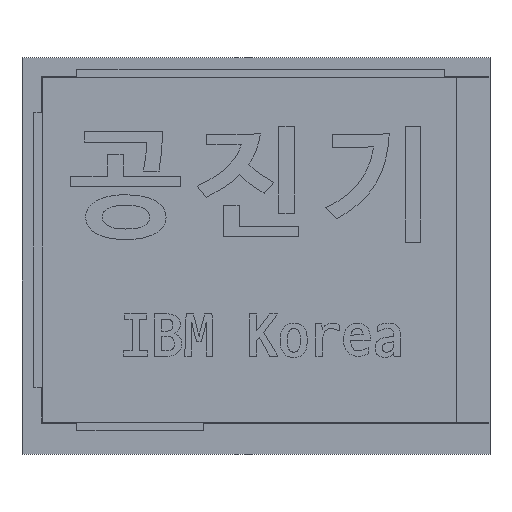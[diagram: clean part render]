
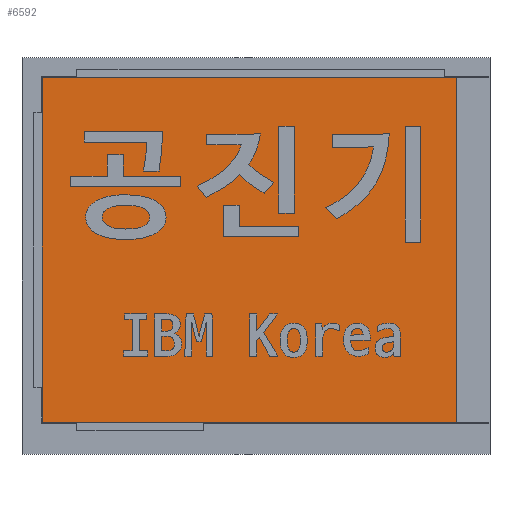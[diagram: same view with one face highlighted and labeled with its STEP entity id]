
A CAD part, top view. The second image highlights one B-rep face of the part: STEP entity #6592.
In plain terms, the highlighted planar face has unit normal (0, 0, 1).
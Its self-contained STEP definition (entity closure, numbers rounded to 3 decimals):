
#6208 = PLANE('',#6209);
#6209 = AXIS2_PLACEMENT_3D('',#6210,#6211,#6212);
#6210 = CARTESIAN_POINT('',(6.85,40.3,4.6));
#6211 = DIRECTION('',(0.,1.,0.));
#6212 = DIRECTION('',(1.,0.,0.));
#6233 = VERTEX_POINT('',#6234);
#6234 = CARTESIAN_POINT('',(6.85,40.3,5.5));
#6248 = PLANE('',#6249);
#6249 = AXIS2_PLACEMENT_3D('',#6250,#6251,#6252);
#6250 = CARTESIAN_POINT('',(6.85,4.2,4.6));
#6251 = DIRECTION('',(-1.,0.,0.));
#6252 = DIRECTION('',(0.,1.,0.));
#6260 = EDGE_CURVE('',#6233,#6261,#6263,.T.);
#6261 = VERTEX_POINT('',#6262);
#6262 = CARTESIAN_POINT('',(50.25,40.3,5.5));
#6263 = SURFACE_CURVE('',#6264,(#6268,#6275),.PCURVE_S1.);
#6264 = LINE('',#6265,#6266);
#6265 = CARTESIAN_POINT('',(6.85,40.3,5.5));
#6266 = VECTOR('',#6267,1.);
#6267 = DIRECTION('',(1.,0.,0.));
#6268 = PCURVE('',#6208,#6269);
#6269 = DEFINITIONAL_REPRESENTATION('',(#6270),#6274);
#6270 = LINE('',#6271,#6272);
#6271 = CARTESIAN_POINT('',(0.,-0.9));
#6272 = VECTOR('',#6273,1.);
#6273 = DIRECTION('',(1.,0.));
#6274 = ( GEOMETRIC_REPRESENTATION_CONTEXT(2) 
PARAMETRIC_REPRESENTATION_CONTEXT() REPRESENTATION_CONTEXT('2D SPACE',''
  ) );
#6275 = PCURVE('',#6276,#6281);
#6276 = PLANE('',#6277);
#6277 = AXIS2_PLACEMENT_3D('',#6278,#6279,#6280);
#6278 = CARTESIAN_POINT('',(28.55,22.25,5.5));
#6279 = DIRECTION('',(0.,0.,-1.));
#6280 = DIRECTION('',(0.,-1.,0.));
#6281 = DEFINITIONAL_REPRESENTATION('',(#6282),#6286);
#6282 = LINE('',#6283,#6284);
#6283 = CARTESIAN_POINT('',(-18.05,21.7));
#6284 = VECTOR('',#6285,1.);
#6285 = DIRECTION('',(0.,-1.));
#6286 = ( GEOMETRIC_REPRESENTATION_CONTEXT(2) 
PARAMETRIC_REPRESENTATION_CONTEXT() REPRESENTATION_CONTEXT('2D SPACE',''
  ) );
#6304 = PLANE('',#6305);
#6305 = AXIS2_PLACEMENT_3D('',#6306,#6307,#6308);
#6306 = CARTESIAN_POINT('',(50.25,40.3,5.6));
#6307 = DIRECTION('',(-1.,0.,0.));
#6308 = DIRECTION('',(0.,-1.,0.));
#6413 = PLANE('',#6414);
#6414 = AXIS2_PLACEMENT_3D('',#6415,#6416,#6417);
#6415 = CARTESIAN_POINT('',(53.75,4.2,4.6));
#6416 = DIRECTION('',(0.,-1.,0.));
#6417 = DIRECTION('',(-1.,0.,0.));
#6548 = EDGE_CURVE('',#6261,#6549,#6551,.T.);
#6549 = VERTEX_POINT('',#6550);
#6550 = CARTESIAN_POINT('',(50.25,4.2,5.5));
#6551 = SURFACE_CURVE('',#6552,(#6556,#6563),.PCURVE_S1.);
#6552 = LINE('',#6553,#6554);
#6553 = CARTESIAN_POINT('',(50.25,40.3,5.5));
#6554 = VECTOR('',#6555,1.);
#6555 = DIRECTION('',(0.,-1.,0.));
#6556 = PCURVE('',#6304,#6557);
#6557 = DEFINITIONAL_REPRESENTATION('',(#6558),#6562);
#6558 = LINE('',#6559,#6560);
#6559 = CARTESIAN_POINT('',(0.,-0.1));
#6560 = VECTOR('',#6561,1.);
#6561 = DIRECTION('',(1.,0.));
#6562 = ( GEOMETRIC_REPRESENTATION_CONTEXT(2) 
PARAMETRIC_REPRESENTATION_CONTEXT() REPRESENTATION_CONTEXT('2D SPACE',''
  ) );
#6563 = PCURVE('',#6276,#6564);
#6564 = DEFINITIONAL_REPRESENTATION('',(#6565),#6569);
#6565 = LINE('',#6566,#6567);
#6566 = CARTESIAN_POINT('',(-18.05,-21.7));
#6567 = VECTOR('',#6568,1.);
#6568 = DIRECTION('',(1.,0.));
#6569 = ( GEOMETRIC_REPRESENTATION_CONTEXT(2) 
PARAMETRIC_REPRESENTATION_CONTEXT() REPRESENTATION_CONTEXT('2D SPACE',''
  ) );
#6592 = ADVANCED_FACE('',(#6593),#6276,.F.);
#6593 = FACE_BOUND('',#6594,.F.);
#6594 = EDGE_LOOP('',(#6595,#6596,#6597,#6620));
#6595 = ORIENTED_EDGE('',*,*,#6260,.T.);
#6596 = ORIENTED_EDGE('',*,*,#6548,.T.);
#6597 = ORIENTED_EDGE('',*,*,#6598,.T.);
#6598 = EDGE_CURVE('',#6549,#6599,#6601,.T.);
#6599 = VERTEX_POINT('',#6600);
#6600 = CARTESIAN_POINT('',(6.85,4.2,5.5));
#6601 = SURFACE_CURVE('',#6602,(#6606,#6613),.PCURVE_S1.);
#6602 = LINE('',#6603,#6604);
#6603 = CARTESIAN_POINT('',(50.25,4.2,5.5));
#6604 = VECTOR('',#6605,1.);
#6605 = DIRECTION('',(-1.,0.,0.));
#6606 = PCURVE('',#6276,#6607);
#6607 = DEFINITIONAL_REPRESENTATION('',(#6608),#6612);
#6608 = LINE('',#6609,#6610);
#6609 = CARTESIAN_POINT('',(18.05,-21.7));
#6610 = VECTOR('',#6611,1.);
#6611 = DIRECTION('',(0.,1.));
#6612 = ( GEOMETRIC_REPRESENTATION_CONTEXT(2) 
PARAMETRIC_REPRESENTATION_CONTEXT() REPRESENTATION_CONTEXT('2D SPACE',''
  ) );
#6613 = PCURVE('',#6413,#6614);
#6614 = DEFINITIONAL_REPRESENTATION('',(#6615),#6619);
#6615 = LINE('',#6616,#6617);
#6616 = CARTESIAN_POINT('',(3.5,-0.9));
#6617 = VECTOR('',#6618,1.);
#6618 = DIRECTION('',(1.,0.));
#6619 = ( GEOMETRIC_REPRESENTATION_CONTEXT(2) 
PARAMETRIC_REPRESENTATION_CONTEXT() REPRESENTATION_CONTEXT('2D SPACE',''
  ) );
#6620 = ORIENTED_EDGE('',*,*,#6621,.T.);
#6621 = EDGE_CURVE('',#6599,#6233,#6622,.T.);
#6622 = SURFACE_CURVE('',#6623,(#6627,#6634),.PCURVE_S1.);
#6623 = LINE('',#6624,#6625);
#6624 = CARTESIAN_POINT('',(6.85,4.2,5.5));
#6625 = VECTOR('',#6626,1.);
#6626 = DIRECTION('',(0.,1.,0.));
#6627 = PCURVE('',#6276,#6628);
#6628 = DEFINITIONAL_REPRESENTATION('',(#6629),#6633);
#6629 = LINE('',#6630,#6631);
#6630 = CARTESIAN_POINT('',(18.05,21.7));
#6631 = VECTOR('',#6632,1.);
#6632 = DIRECTION('',(-1.,0.));
#6633 = ( GEOMETRIC_REPRESENTATION_CONTEXT(2) 
PARAMETRIC_REPRESENTATION_CONTEXT() REPRESENTATION_CONTEXT('2D SPACE',''
  ) );
#6634 = PCURVE('',#6248,#6635);
#6635 = DEFINITIONAL_REPRESENTATION('',(#6636),#6640);
#6636 = LINE('',#6637,#6638);
#6637 = CARTESIAN_POINT('',(0.,-0.9));
#6638 = VECTOR('',#6639,1.);
#6639 = DIRECTION('',(1.,0.));
#6640 = ( GEOMETRIC_REPRESENTATION_CONTEXT(2) 
PARAMETRIC_REPRESENTATION_CONTEXT() REPRESENTATION_CONTEXT('2D SPACE',''
  ) );
